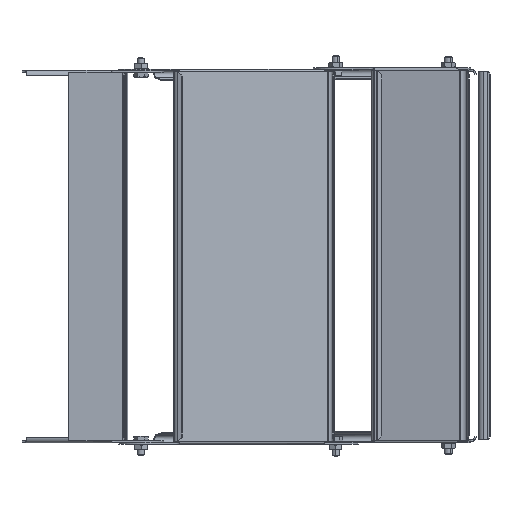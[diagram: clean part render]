
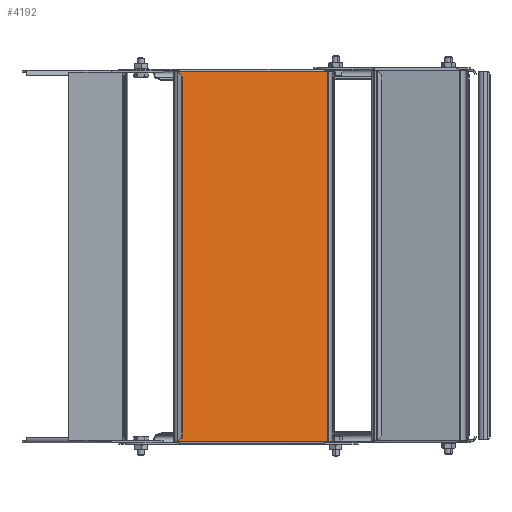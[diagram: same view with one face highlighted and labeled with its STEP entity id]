
A CAD part, front view. The second image highlights one B-rep face of the part: STEP entity #4192.
In plain terms, the highlighted face is planar.
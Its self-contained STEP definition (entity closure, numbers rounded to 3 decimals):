
#1444=DIRECTION('',(1.,0.,0.));
#1445=VECTOR('',#1444,181.);
#1446=CARTESIAN_POINT('',(-90.5,0.,197.75));
#1447=LINE('',#1446,#1445);
#1848=CARTESIAN_POINT('',(-91.75,0.,-200.75));
#1849=DIRECTION('',(0.,1.,0.));
#1850=DIRECTION('',(0.,0.,1.));
#1851=AXIS2_PLACEMENT_3D('',#1848,#1849,#1850);
#1853=DIRECTION('',(1.,0.,0.));
#1854=VECTOR('',#1853,1.5);
#1855=CARTESIAN_POINT('',(-93.25,0.,-197.5));
#1856=LINE('',#1855,#1854);
#1857=DIRECTION('',(-1.,0.,0.));
#1858=VECTOR('',#1857,1.5);
#1859=CARTESIAN_POINT('',(-91.75,0.,197.5));
#1860=LINE('',#1859,#1858);
#1861=CARTESIAN_POINT('',(-91.75,0.,200.75));
#1862=DIRECTION('',(0.,1.,0.));
#1863=DIRECTION('',(0.385,0.,-0.923));
#1864=AXIS2_PLACEMENT_3D('',#1861,#1862,#1863);
#1866=CARTESIAN_POINT('',(91.75,0.,200.75));
#1867=DIRECTION('',(0.,1.,0.));
#1868=DIRECTION('',(0.,0.,-1.));
#1869=AXIS2_PLACEMENT_3D('',#1866,#1867,#1868);
#1871=DIRECTION('',(-1.,0.,0.));
#1872=VECTOR('',#1871,1.5);
#1873=CARTESIAN_POINT('',(93.25,0.,197.5));
#1874=LINE('',#1873,#1872);
#1875=DIRECTION('',(1.,0.,0.));
#1876=VECTOR('',#1875,1.5);
#1877=CARTESIAN_POINT('',(91.75,0.,-197.5));
#1878=LINE('',#1877,#1876);
#1879=CARTESIAN_POINT('',(91.75,0.,-200.75));
#1880=DIRECTION('',(0.,1.,0.));
#1881=DIRECTION('',(-0.385,0.,0.923));
#1882=AXIS2_PLACEMENT_3D('',#1879,#1880,#1881);
#1884=DIRECTION('',(-1.,0.,0.));
#1885=VECTOR('',#1884,181.);
#1886=CARTESIAN_POINT('',(90.5,0.,-197.75));
#1887=LINE('',#1886,#1885);
#2023=DIRECTION('',(0.,0.,-1.));
#2024=VECTOR('',#2023,395.);
#2025=CARTESIAN_POINT('',(93.25,0.,197.5));
#2026=LINE('',#2025,#2024);
#2867=DIRECTION('',(0.,0.,1.));
#2868=VECTOR('',#2867,395.);
#2869=CARTESIAN_POINT('',(-93.25,0.,-197.5));
#2870=LINE('',#2869,#2868);
#3428=CARTESIAN_POINT('',(-93.25,0.,197.5));
#3430=VERTEX_POINT('',#3428);
#3433=CARTESIAN_POINT('',(-93.25,0.,-197.5));
#3434=VERTEX_POINT('',#3433);
#3435=CARTESIAN_POINT('',(90.5,0.,-197.75));
#3436=CARTESIAN_POINT('',(-90.5,0.,-197.75));
#3437=VERTEX_POINT('',#3435);
#3438=VERTEX_POINT('',#3436);
#3439=CARTESIAN_POINT('',(91.75,0.,-197.5));
#3440=VERTEX_POINT('',#3439);
#3441=CARTESIAN_POINT('',(93.25,0.,-197.5));
#3442=VERTEX_POINT('',#3441);
#3443=CARTESIAN_POINT('',(93.25,0.,197.5));
#3444=VERTEX_POINT('',#3443);
#3445=CARTESIAN_POINT('',(91.75,0.,197.5));
#3446=VERTEX_POINT('',#3445);
#3447=CARTESIAN_POINT('',(90.5,0.,197.75));
#3448=VERTEX_POINT('',#3447);
#3449=CARTESIAN_POINT('',(-90.5,0.,197.75));
#3450=VERTEX_POINT('',#3449);
#3451=CARTESIAN_POINT('',(-91.75,0.,197.5));
#3452=VERTEX_POINT('',#3451);
#3453=CARTESIAN_POINT('',(-91.75,0.,-197.5));
#3454=VERTEX_POINT('',#3453);
#4164=CARTESIAN_POINT('',(-144.,0.,200.));
#4165=DIRECTION('',(0.,-1.,0.));
#4166=DIRECTION('',(0.,0.,-1.));
#4167=AXIS2_PLACEMENT_3D('',#4164,#4165,#4166);
#4168=PLANE('',#4167);
#4170=ORIENTED_EDGE('',*,*,#4169,.T.);
#4172=ORIENTED_EDGE('',*,*,#4171,.F.);
#4174=ORIENTED_EDGE('',*,*,#4173,.F.);
#4176=ORIENTED_EDGE('',*,*,#4175,.T.);
#4178=ORIENTED_EDGE('',*,*,#4177,.F.);
#4179=ORIENTED_EDGE('',*,*,#4155,.F.);
#4180=ORIENTED_EDGE('',*,*,#3788,.T.);
#4181=ORIENTED_EDGE('',*,*,#3692,.F.);
#4183=ORIENTED_EDGE('',*,*,#4182,.F.);
#4185=ORIENTED_EDGE('',*,*,#4184,.T.);
#4187=ORIENTED_EDGE('',*,*,#4186,.F.);
#4189=ORIENTED_EDGE('',*,*,#4188,.F.);
#4190=EDGE_LOOP('',(#4170,#4172,#4174,#4176,#4178,#4179,#4180,#4181,#4183,#4185,
#4187,#4189));
#4191=FACE_OUTER_BOUND('',#4190,.F.);
#4192=ADVANCED_FACE('',(#4191),#4168,.T.);
#1852=CIRCLE('',#1851,3.25);
#1865=CIRCLE('',#1864,3.25);
#1870=CIRCLE('',#1869,3.25);
#1883=CIRCLE('',#1882,3.25);
#3692=EDGE_CURVE('',#3446,#3448,#1870,.T.);
#3788=EDGE_CURVE('',#3450,#3448,#1447,.T.);
#4155=EDGE_CURVE('',#3450,#3452,#1865,.T.);
#4169=EDGE_CURVE('',#3437,#3438,#1887,.T.);
#4171=EDGE_CURVE('',#3454,#3438,#1852,.T.);
#4173=EDGE_CURVE('',#3434,#3454,#1856,.T.);
#4175=EDGE_CURVE('',#3434,#3430,#2870,.T.);
#4177=EDGE_CURVE('',#3452,#3430,#1860,.T.);
#4182=EDGE_CURVE('',#3444,#3446,#1874,.T.);
#4184=EDGE_CURVE('',#3444,#3442,#2026,.T.);
#4186=EDGE_CURVE('',#3440,#3442,#1878,.T.);
#4188=EDGE_CURVE('',#3437,#3440,#1883,.T.);
